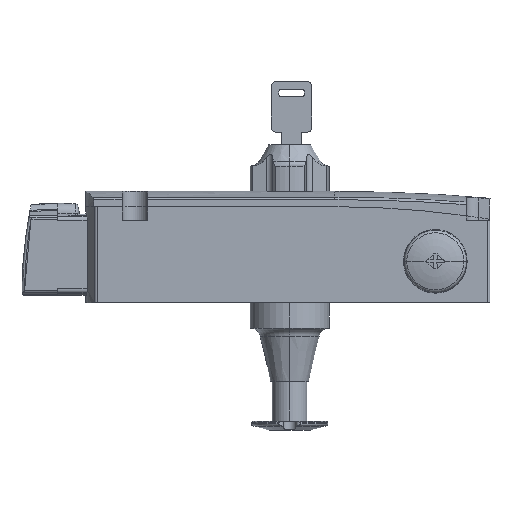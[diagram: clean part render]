
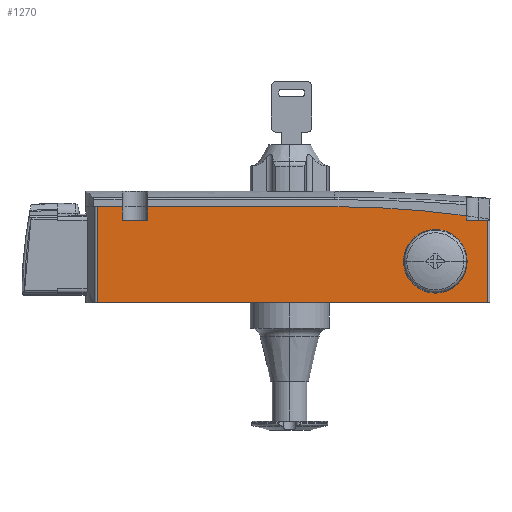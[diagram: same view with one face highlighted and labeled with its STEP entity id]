
A CAD part, left-side view. The second image highlights one B-rep face of the part: STEP entity #1270.
In plain terms, the highlighted planar face has unit normal (-1, 0, 0).
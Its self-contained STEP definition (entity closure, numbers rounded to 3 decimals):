
#1270=ADVANCED_FACE('',(#2696,#2697),#2698,.T.);
#2696=FACE_OUTER_BOUND('',#4324,.T.);
#2697=FACE_BOUND('',#4325,.T.);
#2698=PLANE('',#4326);
#4324=EDGE_LOOP('',(#7768,#7769,#7770,#7771,#7772,#7773,#7774,#7775,#7776,#7777,#7778));
#4325=EDGE_LOOP('',(#7779,#7780));
#4326=AXIS2_PLACEMENT_3D('',#7781,#7782,#7783);
#7768=ORIENTED_EDGE('',*,*,#11045,.T.);
#7769=ORIENTED_EDGE('',*,*,#11032,.T.);
#7770=ORIENTED_EDGE('',*,*,#11083,.F.);
#7771=ORIENTED_EDGE('',*,*,#10646,.T.);
#7772=ORIENTED_EDGE('',*,*,#11081,.T.);
#7773=ORIENTED_EDGE('',*,*,#11074,.T.);
#7774=ORIENTED_EDGE('',*,*,#11071,.T.);
#7775=ORIENTED_EDGE('',*,*,#10876,.T.);
#7776=ORIENTED_EDGE('',*,*,#11036,.T.);
#7777=ORIENTED_EDGE('',*,*,#11043,.T.);
#7778=ORIENTED_EDGE('',*,*,#11048,.T.);
#7779=ORIENTED_EDGE('',*,*,#10536,.T.);
#7780=ORIENTED_EDGE('',*,*,#10821,.T.);
#7781=CARTESIAN_POINT('',(4.988,77.75,50.2));
#7782=DIRECTION('',(-1.0,0.0,0.0));
#7783=DIRECTION('',(0.0,1.0,0.0));
#10536=EDGE_CURVE('',#12768,#12766,#12769,.T.);
#10646=EDGE_CURVE('',#12946,#12944,#12947,.T.);
#10821=EDGE_CURVE('',#12766,#12768,#13188,.T.);
#10876=EDGE_CURVE('',#13270,#13268,#13271,.T.);
#11032=EDGE_CURVE('',#13492,#13490,#13493,.T.);
#11036=EDGE_CURVE('',#13268,#13498,#13500,.T.);
#11043=EDGE_CURVE('',#13498,#13508,#13510,.T.);
#11045=EDGE_CURVE('',#13512,#13492,#13513,.T.);
#11048=EDGE_CURVE('',#13508,#13512,#13516,.T.);
#11071=EDGE_CURVE('',#13548,#13270,#13549,.T.);
#11074=EDGE_CURVE('',#13552,#13548,#13553,.T.);
#11081=EDGE_CURVE('',#12944,#13552,#13561,.T.);
#11083=EDGE_CURVE('',#12946,#13490,#13563,.T.);
#12766=VERTEX_POINT('',#16135);
#12768=VERTEX_POINT('',#16137);
#12769=CIRCLE('',#16138,11.457);
#12944=VERTEX_POINT('',#16434);
#12946=VERTEX_POINT('',#16436);
#12947=LINE('',#16437,#16438);
#13188=CIRCLE('',#16847,11.457);
#13268=VERTEX_POINT('',#17033);
#13270=VERTEX_POINT('',#17036);
#13271=CIRCLE('',#17037,375.);
#13490=VERTEX_POINT('',#17414);
#13492=VERTEX_POINT('',#17416);
#13493=LINE('',#17417,#17418);
#13498=VERTEX_POINT('',#17424);
#13500=LINE('',#17427,#17428);
#13508=VERTEX_POINT('',#17438);
#13510=LINE('',#17441,#17442);
#13512=VERTEX_POINT('',#17444);
#13513=LINE('',#17445,#17446);
#13516=LINE('',#17450,#17451);
#13548=VERTEX_POINT('',#17495);
#13549=LINE('',#17496,#17497);
#13552=VERTEX_POINT('',#17501);
#13553=LINE('',#17502,#17503);
#13561=LINE('',#17514,#17515);
#13563=LINE('',#17517,#17518);
#16135=CARTESIAN_POINT('',(4.988,32.957,66.5));
#16137=CARTESIAN_POINT('',(4.988,10.043,66.5));
#16138=AXIS2_PLACEMENT_3D('',#20465,#20466,#20467);
#16434=CARTESIAN_POINT('',(4.988,1.,50.2));
#16436=CARTESIAN_POINT('',(4.988,154.5,50.2));
#16437=CARTESIAN_POINT('',(4.988,154.5,50.2));
#16438=VECTOR('',#20632,1.0);
#16847=AXIS2_PLACEMENT_3D('',#20811,#20812,#20813);
#17033=CARTESIAN_POINT('',(4.988,61.,88.0));
#17036=CARTESIAN_POINT('',(4.988,9.4,84.433));
#17037=AXIS2_PLACEMENT_3D('',#20874,#20875,#20876);
#17414=CARTESIAN_POINT('',(4.988,154.5,88.0));
#17416=CARTESIAN_POINT('',(4.988,144.7,88.0));
#17417=CARTESIAN_POINT('',(4.988,154.5,88.0));
#17418=VECTOR('',#21072,1.0);
#17424=CARTESIAN_POINT('',(4.988,134.7,88.0));
#17427=CARTESIAN_POINT('',(4.988,154.5,88.0));
#17428=VECTOR('',#21078,1.0);
#17438=CARTESIAN_POINT('',(4.988,134.7,82.5));
#17441=CARTESIAN_POINT('',(4.988,134.7,66.35));
#17442=VECTOR('',#21085,1.0);
#17444=CARTESIAN_POINT('',(4.988,144.7,82.5));
#17445=CARTESIAN_POINT('',(4.988,144.7,66.35));
#17446=VECTOR('',#21086,1.0);
#17450=CARTESIAN_POINT('',(4.988,108.725,82.5));
#17451=VECTOR('',#21088,1.0);
#17495=CARTESIAN_POINT('',(4.988,9.4,82.5));
#17496=CARTESIAN_POINT('',(4.988,9.4,66.35));
#17497=VECTOR('',#21110,1.0);
#17501=CARTESIAN_POINT('',(4.988,1.,82.5));
#17502=CARTESIAN_POINT('',(4.988,40.703,82.5));
#17503=VECTOR('',#21112,1.0);
#17514=CARTESIAN_POINT('',(4.988,1.,50.2));
#17515=VECTOR('',#21119,1.0);
#17517=CARTESIAN_POINT('',(4.988,154.5,50.2));
#17518=VECTOR('',#21120,1.0);
#20465=CARTESIAN_POINT('',(4.988,21.5,66.5));
#20466=DIRECTION('',(1.0,0.0,0.0));
#20467=DIRECTION('',(0.0,1.0,0.0));
#20632=DIRECTION('',(0.0,-1.0,0.0));
#20811=CARTESIAN_POINT('',(4.988,21.5,66.5));
#20812=DIRECTION('',(1.0,0.0,0.0));
#20813=DIRECTION('',(0.0,1.0,0.0));
#20874=CARTESIAN_POINT('',(4.988,61.,-287.));
#20875=DIRECTION('',(-1.0,0.0,0.0));
#20876=DIRECTION('',(0.0,0.,1.0));
#21072=DIRECTION('',(0.0,1.0,0.0));
#21078=DIRECTION('',(0.0,1.0,0.0));
#21085=DIRECTION('',(0.0,0.0,-1.0));
#21086=DIRECTION('',(0.0,0.0,1.0));
#21088=DIRECTION('',(0.0,1.0,0.0));
#21110=DIRECTION('',(0.0,0.0,1.0));
#21112=DIRECTION('',(0.0,1.0,0.0));
#21119=DIRECTION('',(0.0,0.0,1.0));
#21120=DIRECTION('',(0.0,0.0,1.0));
